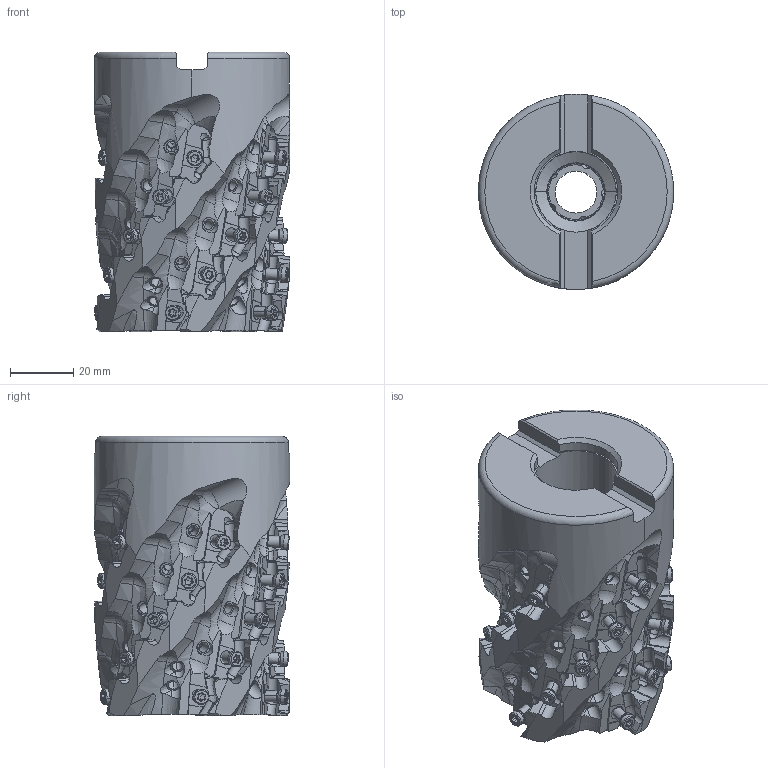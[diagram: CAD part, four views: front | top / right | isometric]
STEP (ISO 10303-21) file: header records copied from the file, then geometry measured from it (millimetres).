
FILE_DESCRIPTION(/* description */ (''),/* implementation_level */ '2;1');
FILE_NAME(/* name */ 'VFX5UR2505CA24.stp',/* time_stamp */ '2017-09-28T11:35:55+09:00',/* author */ (''),/* organization */ (''),/* preprocessor_version */ 'ST-DEVELOPER v16',/* originating_system */ 'SIEMENS PLM Software NX 10.0',/* authorisation */ '');
FILE_SCHEMA (('AUTOMOTIVE_DESIGN { 1 0 10303 214 3 1 1 1 }'));
Products named in the file (1): VFX5UR2505CA24_ASM
Bounding box: 61.5 x 61.5 x 88.1 mm (x, y, z)
Volume: 163185.6 mm3; surface area: 41822.1 mm2
Topology: 26 solids, 26 shells, 2523 faces, 7303 edges, 4751 vertices
Faces by surface type: cylinder 1064, plane 681, cone 329, bspline 185, sphere 145, torus 69, extrusion 50
Entity records: 120914 total; most frequent: CARTESIAN_POINT 57029, ORIENTED_EDGE 14356, DIRECTION 12108, EDGE_CURVE 7178, AXIS2_PLACEMENT_3D 4836, VERTEX_POINT 4751, EDGE_LOOP 2629, ADVANCED_FACE 2523
